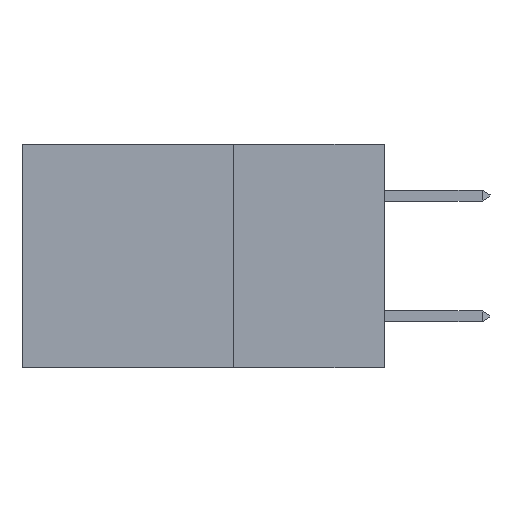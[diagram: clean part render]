
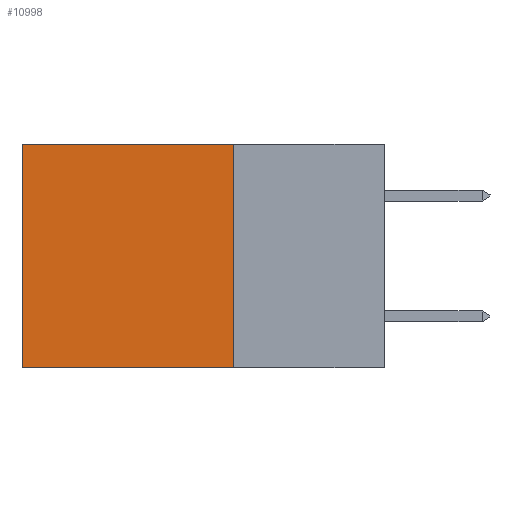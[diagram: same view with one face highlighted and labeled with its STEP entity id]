
A CAD part, left-side view. The second image highlights one B-rep face of the part: STEP entity #10998.
In plain terms, the highlighted planar face has unit normal (-1, 0, 0).
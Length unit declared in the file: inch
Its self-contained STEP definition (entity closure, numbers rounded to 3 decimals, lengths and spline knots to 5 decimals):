
#756 = AXIS2_PLACEMENT_3D ( 'NONE', #31106, #37250, #18927 ) ;
#1599 = EDGE_LOOP ( 'NONE', ( #29302, #19166, #7353, #22246 ) ) ;
#3138 = LINE ( 'NONE', #24707, #10619 ) ;
#4361 = VECTOR ( 'NONE', #23707, 39.37008 ) ;
#4982 = DIRECTION ( 'NONE',  ( 0., 1., 0. ) ) ;
#5420 = FACE_OUTER_BOUND ( 'NONE', #1599, .T. ) ;
#5895 = CARTESIAN_POINT ( 'NONE',  ( 0.2875, 0.6, -0.37 ) ) ;
#7353 = ORIENTED_EDGE ( 'NONE', *, *, #15995, .F. ) ;
#10619 = VECTOR ( 'NONE', #27794, 39.37008 ) ;
#10818 = VERTEX_POINT ( 'NONE', #15028 ) ;
#10998 = ADVANCED_FACE ( 'NONE', ( #5420 ), #34137, .F. ) ;
#12271 = VERTEX_POINT ( 'NONE', #25017 ) ;
#12654 = EDGE_CURVE ( 'NONE', #12271, #10818, #28606, .T. ) ;
#15028 = CARTESIAN_POINT ( 'NONE',  ( 0.2875, 0.6, 0. ) ) ;
#15138 = VECTOR ( 'NONE', #4982, 39.37008 ) ;
#15995 = EDGE_CURVE ( 'NONE', #12271, #16854, #36874, .T. ) ;
#16439 = VERTEX_POINT ( 'NONE', #5895 ) ;
#16854 = VERTEX_POINT ( 'NONE', #20335 ) ;
#18927 = DIRECTION ( 'NONE',  ( 0., 0., -1. ) ) ;
#19166 = ORIENTED_EDGE ( 'NONE', *, *, #35378, .F. ) ;
#19650 = VECTOR ( 'NONE', #37899, 39.37008 ) ;
#20335 = CARTESIAN_POINT ( 'NONE',  ( 0.2875, 0.25, -0.37 ) ) ;
#22246 = ORIENTED_EDGE ( 'NONE', *, *, #12654, .T. ) ;
#23707 = DIRECTION ( 'NONE',  ( 0., 0., -1. ) ) ;
#24707 = CARTESIAN_POINT ( 'NONE',  ( 0.2875, 0.25, -0.37 ) ) ;
#25017 = CARTESIAN_POINT ( 'NONE',  ( 0.2875, 0.25, 0. ) ) ;
#26764 = CARTESIAN_POINT ( 'NONE',  ( 0.2875, 0.6, 0. ) ) ;
#27794 = DIRECTION ( 'NONE',  ( 0., 1., 0. ) ) ;
#28606 = LINE ( 'NONE', #32817, #15138 ) ;
#29302 = ORIENTED_EDGE ( 'NONE', *, *, #30502, .T. ) ;
#30109 = LINE ( 'NONE', #26764, #4361 ) ;
#30502 = EDGE_CURVE ( 'NONE', #10818, #16439, #30109, .T. ) ;
#31106 = CARTESIAN_POINT ( 'NONE',  ( 0.2875, 0.25, 0. ) ) ;
#32817 = CARTESIAN_POINT ( 'NONE',  ( 0.2875, 0.25, 0. ) ) ;
#34137 = PLANE ( 'NONE',  #756 ) ;
#34783 = CARTESIAN_POINT ( 'NONE',  ( 0.2875, 0.25, 0. ) ) ;
#35378 = EDGE_CURVE ( 'NONE', #16854, #16439, #3138, .T. ) ;
#36874 = LINE ( 'NONE', #34783, #19650 ) ;
#37250 = DIRECTION ( 'NONE',  ( 1., 0., 0. ) ) ;
#37899 = DIRECTION ( 'NONE',  ( 0., 0., -1. ) ) ;
